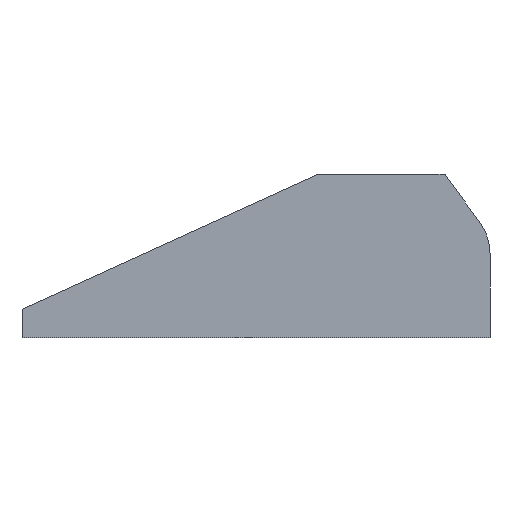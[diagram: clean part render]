
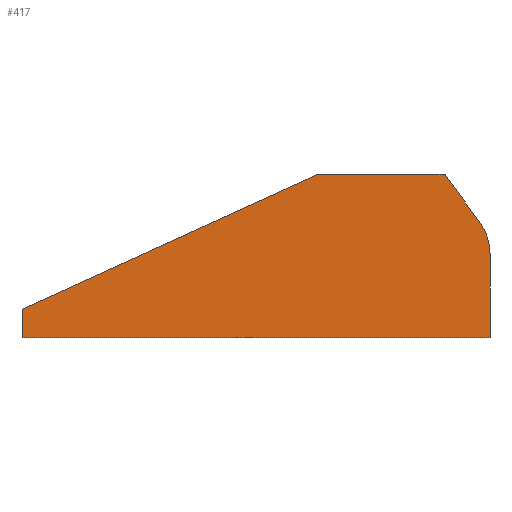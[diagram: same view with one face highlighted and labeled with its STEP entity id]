
A CAD part, front view. The second image highlights one B-rep face of the part: STEP entity #417.
In plain terms, the highlighted planar face has unit normal (0, -1, 0).
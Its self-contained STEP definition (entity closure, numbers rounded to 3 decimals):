
#88 = VERTEX_POINT('',#89);
#89 = CARTESIAN_POINT('',(-20.1,-10.4,-7.1));
#95 = EDGE_CURVE('',#88,#96,#98,.T.);
#96 = VERTEX_POINT('',#97);
#97 = CARTESIAN_POINT('',(19.5,-10.4,-7.1));
#98 = LINE('',#99,#100);
#99 = CARTESIAN_POINT('',(-20.1,-10.4,-7.1));
#100 = VECTOR('',#101,1.);
#101 = DIRECTION('',(1.,0.,0.));
#245 = VERTEX_POINT('',#246);
#246 = CARTESIAN_POINT('',(4.9,-10.4,6.7));
#254 = EDGE_CURVE('',#245,#255,#257,.T.);
#255 = VERTEX_POINT('',#256);
#256 = CARTESIAN_POINT('',(15.694,-10.4,6.7));
#257 = LINE('',#258,#259);
#258 = CARTESIAN_POINT('',(-2.203,-10.4,6.7));
#259 = VECTOR('',#260,1.);
#260 = DIRECTION('',(1.,0.,0.));
#400 = VERTEX_POINT('',#401);
#401 = CARTESIAN_POINT('',(-20.1,-10.4,-4.7));
#407 = EDGE_CURVE('',#88,#400,#408,.T.);
#408 = LINE('',#409,#410);
#409 = CARTESIAN_POINT('',(-20.1,-10.4,-7.1));
#410 = VECTOR('',#411,1.);
#411 = DIRECTION('',(0.,0.,1.));
#417 = ADVANCED_FACE('',(#418),#452,.F.);
#418 = FACE_BOUND('',#419,.F.);
#419 = EDGE_LOOP('',(#420,#421,#422,#428,#429,#437,#446));
#420 = ORIENTED_EDGE('',*,*,#95,.F.);
#421 = ORIENTED_EDGE('',*,*,#407,.T.);
#422 = ORIENTED_EDGE('',*,*,#423,.T.);
#423 = EDGE_CURVE('',#400,#245,#424,.T.);
#424 = LINE('',#425,#426);
#425 = CARTESIAN_POINT('',(-8.053,-10.4,0.793));
#426 = VECTOR('',#427,1.);
#427 = DIRECTION('',(0.91,0.,0.415));
#428 = ORIENTED_EDGE('',*,*,#254,.T.);
#429 = ORIENTED_EDGE('',*,*,#430,.T.);
#430 = EDGE_CURVE('',#255,#431,#433,.T.);
#431 = VERTEX_POINT('',#432);
#432 = CARTESIAN_POINT('',(18.641,-10.4,2.645));
#433 = LINE('',#434,#435);
#434 = CARTESIAN_POINT('',(14.265,-10.4,8.667));
#435 = VECTOR('',#436,1.);
#436 = DIRECTION('',(0.588,0.,-0.809));
#437 = ORIENTED_EDGE('',*,*,#438,.F.);
#438 = EDGE_CURVE('',#439,#431,#441,.T.);
#439 = VERTEX_POINT('',#440);
#440 = CARTESIAN_POINT('',(19.5,-10.4,0.));
#441 = CIRCLE('',#442,4.5);
#442 = AXIS2_PLACEMENT_3D('',#443,#444,#445);
#443 = CARTESIAN_POINT('',(15.,-10.4,0.));
#444 = DIRECTION('',(0.,-1.,0.));
#445 = DIRECTION('',(1.,0.,0.));
#446 = ORIENTED_EDGE('',*,*,#447,.F.);
#447 = EDGE_CURVE('',#96,#439,#448,.T.);
#448 = LINE('',#449,#450);
#449 = CARTESIAN_POINT('',(19.5,-10.4,-7.1));
#450 = VECTOR('',#451,1.);
#451 = DIRECTION('',(0.,0.,1.));
#452 = PLANE('',#453);
#453 = AXIS2_PLACEMENT_3D('',#454,#455,#456);
#454 = CARTESIAN_POINT('',(-20.1,-10.4,-7.1));
#455 = DIRECTION('',(0.,1.,0.));
#456 = DIRECTION('',(1.,0.,0.));
